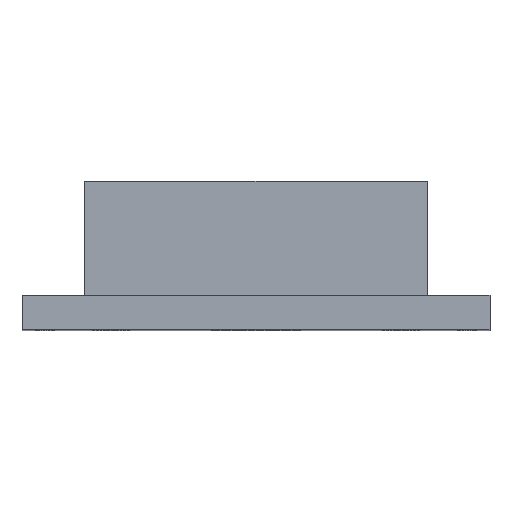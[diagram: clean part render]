
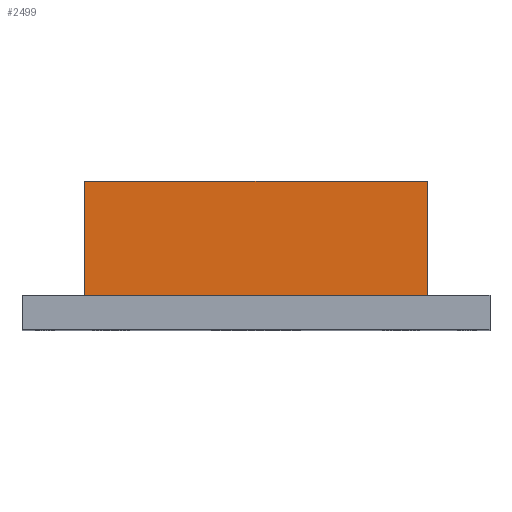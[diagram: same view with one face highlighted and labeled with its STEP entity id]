
A CAD part, top view. The second image highlights one B-rep face of the part: STEP entity #2499.
In plain terms, the highlighted planar face has unit normal (0, 0, 1).
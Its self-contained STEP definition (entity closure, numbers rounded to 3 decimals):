
#221 = CARTESIAN_POINT ( 'NONE',  ( 0., 10., 50. ) ) ;
#246 = LINE ( 'NONE', #221, #1395 ) ;
#349 = DIRECTION ( 'NONE',  ( -1., 0., 0. ) ) ;
#368 = CARTESIAN_POINT ( 'NONE',  ( 0., 10., 50. ) ) ;
#409 = LINE ( 'NONE', #3324, #4611 ) ;
#726 = CARTESIAN_POINT ( 'NONE',  ( 30., 10., 50. ) ) ;
#800 = FACE_OUTER_BOUND ( 'NONE', #1046, .T. ) ;
#921 = EDGE_CURVE ( 'NONE', #2239, #1714, #409, .T. ) ;
#1046 = EDGE_LOOP ( 'NONE', ( #4111, #2605, #3500, #2907 ) ) ;
#1229 = CARTESIAN_POINT ( 'NONE',  ( 30., 10., 50. ) ) ;
#1350 = VERTEX_POINT ( 'NONE', #1493 ) ;
#1371 = EDGE_CURVE ( 'NONE', #2239, #1350, #246, .T. ) ;
#1395 = VECTOR ( 'NONE', #2333, 1000. ) ;
#1493 = CARTESIAN_POINT ( 'NONE',  ( 0., 0., 50. ) ) ;
#1714 = VERTEX_POINT ( 'NONE', #1229 ) ;
#2239 = VERTEX_POINT ( 'NONE', #3785 ) ;
#2333 = DIRECTION ( 'NONE',  ( 0., -1., 0. ) ) ;
#2499 = ADVANCED_FACE ( 'NONE', ( #800 ), #2897, .F. ) ;
#2605 = ORIENTED_EDGE ( 'NONE', *, *, #4229, .F. ) ;
#2755 = DIRECTION ( 'NONE',  ( 1., 0., 0. ) ) ;
#2802 = LINE ( 'NONE', #3526, #3940 ) ;
#2897 = PLANE ( 'NONE',  #3922 ) ;
#2907 = ORIENTED_EDGE ( 'NONE', *, *, #1371, .T. ) ;
#3136 = VECTOR ( 'NONE', #3936, 1000. ) ;
#3231 = LINE ( 'NONE', #726, #3136 ) ;
#3278 = DIRECTION ( 'NONE',  ( 0., 0., -1. ) ) ;
#3324 = CARTESIAN_POINT ( 'NONE',  ( 0., 10., 50. ) ) ;
#3500 = ORIENTED_EDGE ( 'NONE', *, *, #921, .F. ) ;
#3526 = CARTESIAN_POINT ( 'NONE',  ( 0., 0., 50. ) ) ;
#3680 = CARTESIAN_POINT ( 'NONE',  ( 30., 0., 50. ) ) ;
#3687 = DIRECTION ( 'NONE',  ( 1., 0., 0. ) ) ;
#3785 = CARTESIAN_POINT ( 'NONE',  ( 0., 10., 50. ) ) ;
#3922 = AXIS2_PLACEMENT_3D ( 'NONE', #368, #3278, #349 ) ;
#3936 = DIRECTION ( 'NONE',  ( 0., -1., 0. ) ) ;
#3940 = VECTOR ( 'NONE', #2755, 1000. ) ;
#4111 = ORIENTED_EDGE ( 'NONE', *, *, #4191, .T. ) ;
#4191 = EDGE_CURVE ( 'NONE', #1350, #4397, #2802, .T. ) ;
#4229 = EDGE_CURVE ( 'NONE', #1714, #4397, #3231, .T. ) ;
#4397 = VERTEX_POINT ( 'NONE', #3680 ) ;
#4611 = VECTOR ( 'NONE', #3687, 1000. ) ;
